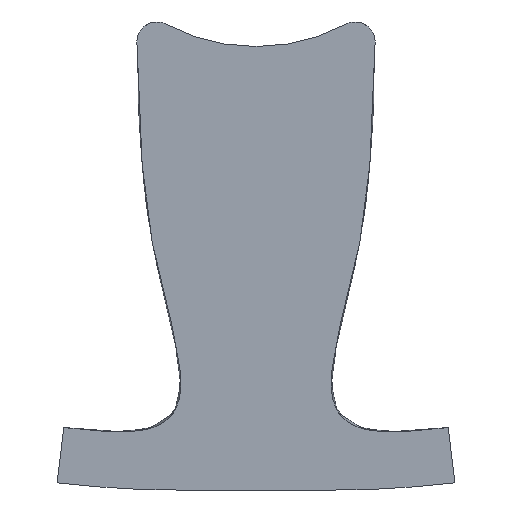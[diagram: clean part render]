
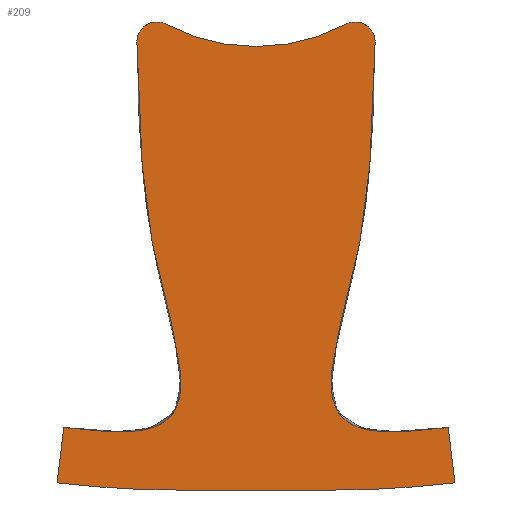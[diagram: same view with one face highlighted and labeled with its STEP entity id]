
A CAD part, left-side view. The second image highlights one B-rep face of the part: STEP entity #209.
In plain terms, the highlighted planar face has unit normal (-1, 0, 0).
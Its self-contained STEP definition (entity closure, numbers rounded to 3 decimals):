
#15=CIRCLE('',#237,250.);
#17=CIRCLE('',#240,48.5);
#19=CIRCLE('',#243,250.);
#25=PLANE('',#242);
#30=LINE('',#387,#42);
#34=LINE('',#475,#46);
#35=LINE('',#478,#47);
#42=VECTOR('',#254,10.);
#46=VECTOR('',#272,10.);
#47=VECTOR('',#275,10.);
#59=FACE_OUTER_BOUND('',#71,.T.);
#71=EDGE_LOOP('',(#163,#164,#165,#166,#167,#168,#169,#170,#171,#172));
#79=B_SPLINE_CURVE_WITH_KNOTS('',3,(#341,#342,#343,#344,#345,#346,#347,
#348,#349,#350,#351,#352,#353),.UNSPECIFIED.,.F.,.F.,(4,3,3,3,4),(0.,0.296,
0.444,0.741,1.037),.UNSPECIFIED.);
#81=B_SPLINE_CURVE_WITH_KNOTS('',4,(#371,#372,#373,#374,#375,#376),
 .UNSPECIFIED.,.F.,.F.,(5,1,5),(-1.954,-1.,0.),.UNSPECIFIED.);
#85=B_SPLINE_CURVE_WITH_KNOTS('',3,(#446,#447,#448,#449,#450,#451,#452,
#453,#454,#455,#456,#457,#458),.UNSPECIFIED.,.F.,.F.,(4,3,3,3,4),(0.,0.296,
0.444,0.741,1.037),.UNSPECIFIED.);
#87=B_SPLINE_CURVE_WITH_KNOTS('',4,(#468,#469,#470,#471,#472,#473),
 .UNSPECIFIED.,.F.,.F.,(5,1,5),(-1.954,-1.,0.),.UNSPECIFIED.);
#91=VERTEX_POINT('',#335);
#92=VERTEX_POINT('',#340);
#93=VERTEX_POINT('',#370);
#95=VERTEX_POINT('',#386);
#97=VERTEX_POINT('',#392);
#101=VERTEX_POINT('',#440);
#102=VERTEX_POINT('',#445);
#103=VERTEX_POINT('',#467);
#104=VERTEX_POINT('',#474);
#105=VERTEX_POINT('',#476);
#111=EDGE_CURVE('',#92,#91,#79,.T.);
#113=EDGE_CURVE('',#92,#93,#81,.T.);
#116=EDGE_CURVE('',#93,#95,#30,.T.);
#119=EDGE_CURVE('',#95,#97,#15,.T.);
#124=EDGE_CURVE('',#101,#102,#85,.T.);
#126=EDGE_CURVE('',#102,#91,#17,.T.);
#128=EDGE_CURVE('',#101,#103,#87,.T.);
#129=EDGE_CURVE('',#103,#104,#34,.T.);
#130=EDGE_CURVE('',#104,#105,#19,.T.);
#131=EDGE_CURVE('',#105,#97,#35,.T.);
#163=ORIENTED_EDGE('',*,*,#124,.F.);
#164=ORIENTED_EDGE('',*,*,#128,.T.);
#165=ORIENTED_EDGE('',*,*,#129,.T.);
#166=ORIENTED_EDGE('',*,*,#130,.T.);
#167=ORIENTED_EDGE('',*,*,#131,.T.);
#168=ORIENTED_EDGE('',*,*,#119,.F.);
#169=ORIENTED_EDGE('',*,*,#116,.F.);
#170=ORIENTED_EDGE('',*,*,#113,.F.);
#171=ORIENTED_EDGE('',*,*,#111,.T.);
#172=ORIENTED_EDGE('',*,*,#126,.F.);
#209=ADVANCED_FACE('',(#59),#25,.F.);
#237=AXIS2_PLACEMENT_3D('',#393,#259,#260);
#240=AXIS2_PLACEMENT_3D('',#464,#266,#267);
#242=AXIS2_PLACEMENT_3D('',#466,#270,#271);
#243=AXIS2_PLACEMENT_3D('',#477,#273,#274);
#254=DIRECTION('',(0.,-0.12,-0.993));
#259=DIRECTION('center_axis',(1.,0.,0.));
#260=DIRECTION('ref_axis',(0.,0.,-1.));
#266=DIRECTION('center_axis',(-1.,0.,0.));
#267=DIRECTION('ref_axis',(0.,1.,0.));
#270=DIRECTION('center_axis',(1.,0.,0.));
#271=DIRECTION('ref_axis',(0.,0.,-1.));
#272=DIRECTION('',(0.,0.12,-0.993));
#273=DIRECTION('center_axis',(-1.,0.,0.));
#274=DIRECTION('ref_axis',(0.,0.,-1.));
#275=DIRECTION('',(0.,-1.,0.));
#335=CARTESIAN_POINT('',(-30.,-22.615,-42.905));
#340=CARTESIAN_POINT('',(-30.,-29.946,-47.388));
#341=CARTESIAN_POINT('Ctrl Pts',(-30.,-29.946,-47.388));
#342=CARTESIAN_POINT('Ctrl Pts',(-30.,-29.958,-46.403));
#343=CARTESIAN_POINT('Ctrl Pts',(-30.,-29.669,-45.418));
#344=CARTESIAN_POINT('Ctrl Pts',(-30.,-29.131,-44.593));
#345=CARTESIAN_POINT('Ctrl Pts',(-30.,-28.863,-44.181));
#346=CARTESIAN_POINT('Ctrl Pts',(-30.,-28.532,-43.808));
#347=CARTESIAN_POINT('Ctrl Pts',(-30.,-28.154,-43.493));
#348=CARTESIAN_POINT('Ctrl Pts',(-30.,-27.398,-42.862));
#349=CARTESIAN_POINT('Ctrl Pts',(-30.,-26.453,-42.46));
#350=CARTESIAN_POINT('Ctrl Pts',(-30.,-25.475,-42.356));
#351=CARTESIAN_POINT('Ctrl Pts',(-30.,-24.497,-42.252));
#352=CARTESIAN_POINT('Ctrl Pts',(-30.,-23.486,-42.445));
#353=CARTESIAN_POINT('Ctrl Pts',(-30.,-22.615,-42.905));
#370=CARTESIAN_POINT('',(-30.,-48.32,-144.295));
#371=CARTESIAN_POINT('Ctrl Pts',(-30.,-29.946,-47.388));
#372=CARTESIAN_POINT('Ctrl Pts',(-30.,-29.393,-93.382));
#373=CARTESIAN_POINT('Ctrl Pts',(-30.,-20.685,-117.267));
#374=CARTESIAN_POINT('Ctrl Pts',(-30.,-10.456,-146.509));
#375=CARTESIAN_POINT('Ctrl Pts',(-30.,-30.,-146.509));
#376=CARTESIAN_POINT('Ctrl Pts',(-30.,-48.32,-144.295));
#386=CARTESIAN_POINT('',(-30.,-50.,-158.193));
#387=CARTESIAN_POINT('',(-30.,-50.,-158.193));
#392=CARTESIAN_POINT('',(-30.,-20.,-160.));
#393=CARTESIAN_POINT('Origin',(-30.,-20.,90.));
#440=CARTESIAN_POINT('',(-30.,29.946,-47.388));
#445=CARTESIAN_POINT('',(-30.,22.615,-42.905));
#446=CARTESIAN_POINT('Ctrl Pts',(-30.,29.946,-47.388));
#447=CARTESIAN_POINT('Ctrl Pts',(-30.,29.958,-46.403));
#448=CARTESIAN_POINT('Ctrl Pts',(-30.,29.669,-45.418));
#449=CARTESIAN_POINT('Ctrl Pts',(-30.,29.131,-44.593));
#450=CARTESIAN_POINT('Ctrl Pts',(-30.,28.863,-44.181));
#451=CARTESIAN_POINT('Ctrl Pts',(-30.,28.532,-43.808));
#452=CARTESIAN_POINT('Ctrl Pts',(-30.,28.154,-43.493));
#453=CARTESIAN_POINT('Ctrl Pts',(-30.,27.398,-42.862));
#454=CARTESIAN_POINT('Ctrl Pts',(-30.,26.453,-42.46));
#455=CARTESIAN_POINT('Ctrl Pts',(-30.,25.475,-42.356));
#456=CARTESIAN_POINT('Ctrl Pts',(-30.,24.497,-42.252));
#457=CARTESIAN_POINT('Ctrl Pts',(-30.,23.486,-42.445));
#458=CARTESIAN_POINT('Ctrl Pts',(-30.,22.615,-42.905));
#464=CARTESIAN_POINT('Origin',(-30.,0.,0.));
#466=CARTESIAN_POINT('Origin',(-30.,25.,-99.054));
#467=CARTESIAN_POINT('',(-30.,48.32,-144.295));
#468=CARTESIAN_POINT('Ctrl Pts',(-30.,29.946,-47.388));
#469=CARTESIAN_POINT('Ctrl Pts',(-30.,29.393,-93.382));
#470=CARTESIAN_POINT('Ctrl Pts',(-30.,20.685,-117.267));
#471=CARTESIAN_POINT('Ctrl Pts',(-30.,10.456,-146.509));
#472=CARTESIAN_POINT('Ctrl Pts',(-30.,30.,-146.509));
#473=CARTESIAN_POINT('Ctrl Pts',(-30.,48.32,-144.295));
#474=CARTESIAN_POINT('',(-30.,50.,-158.193));
#475=CARTESIAN_POINT('',(-30.,50.,-158.193));
#476=CARTESIAN_POINT('',(-30.,20.,-160.));
#477=CARTESIAN_POINT('Origin',(-30.,20.,90.));
#478=CARTESIAN_POINT('',(-30.,0.,-160.));
